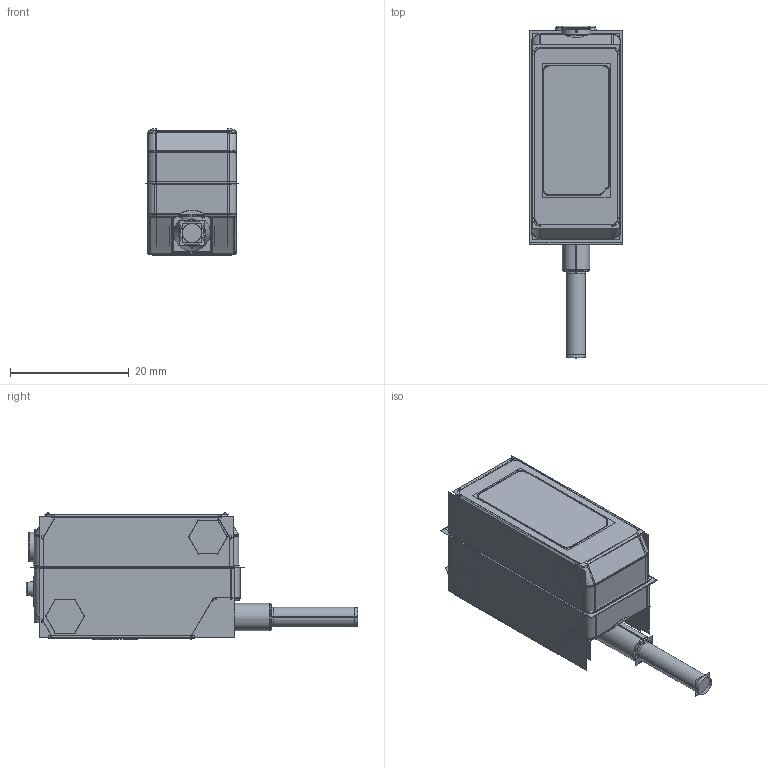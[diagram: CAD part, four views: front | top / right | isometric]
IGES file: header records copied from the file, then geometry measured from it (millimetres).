
Start section:  PTC IGES file: 206584.igs
Global section: file name: 206584.igs; native system: Creo Parametric by PTC Inc.; preprocessor: 2018300; author: pdmadmin; organization: Unknown; date: 20190131.081812; units: millimetre
Bounding box: 15.65 x 55.97 x 21.43 mm (x, y, z)
Volume: 4962.7 mm3; surface area: 49332.3 mm2
Topology: 15 solids, 17 shells, 1970 faces, 9844 edges, 12334 vertices
Faces by surface type: bspline 1022, revolution 702, extrusion 246
